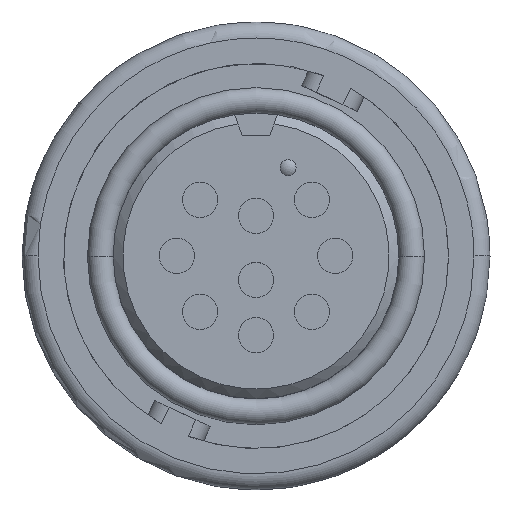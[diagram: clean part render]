
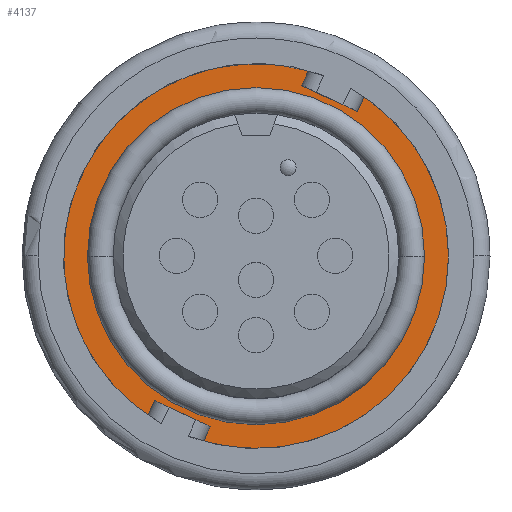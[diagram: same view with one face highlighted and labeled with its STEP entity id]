
A CAD part, top view. The second image highlights one B-rep face of the part: STEP entity #4137.
In plain terms, the highlighted planar face has unit normal (0, 0, 1).
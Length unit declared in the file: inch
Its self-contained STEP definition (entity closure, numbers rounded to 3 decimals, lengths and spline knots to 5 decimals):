
#177 = AXIS2_PLACEMENT_3D ( 'NONE', #1525, #10813, #2856 ) ;
#286 = VECTOR ( 'NONE', #10052, 39.37008 ) ;
#294 = CIRCLE ( 'NONE', #16700, 0.31433 ) ;
#385 = EDGE_CURVE ( 'NONE', #16910, #5709, #11212, .T. ) ;
#450 = VERTEX_POINT ( 'NONE', #7241 ) ;
#617 = EDGE_CURVE ( 'NONE', #16651, #3092, #13484, .T. ) ;
#867 = CARTESIAN_POINT ( 'NONE',  ( 0., 0., -0.30124 ) ) ;
#1075 = DIRECTION ( 'NONE',  ( 0.906, -0.423, 0. ) ) ;
#1379 = CARTESIAN_POINT ( 'NONE',  ( 0.08524, 0.31885, -0.30124 ) ) ;
#1525 = CARTESIAN_POINT ( 'NONE',  ( 0., 0., -0.30124 ) ) ;
#1621 = AXIS2_PLACEMENT_3D ( 'NONE', #4086, #13326, #5432 ) ;
#1662 = CARTESIAN_POINT ( 'NONE',  ( 0.09808, 0.34638, -0.30124 ) ) ;
#1813 = ORIENTED_EDGE ( 'NONE', *, *, #5636, .F. ) ;
#2187 = CARTESIAN_POINT ( 'NONE',  ( 0.18946, 0.27025, -0.30124 ) ) ;
#2268 = ORIENTED_EDGE ( 'NONE', *, *, #11548, .F. ) ;
#2443 = ORIENTED_EDGE ( 'NONE', *, *, #4475, .F. ) ;
#2609 = CARTESIAN_POINT ( 'NONE',  ( -0.09808, -0.34638, -0.30124 ) ) ;
#2856 = DIRECTION ( 'NONE',  ( 1., 0., 0. ) ) ;
#3000 = EDGE_CURVE ( 'NONE', #450, #6431, #11776, .T. ) ;
#3021 = CARTESIAN_POINT ( 'NONE',  ( 0., 0., -0.30124 ) ) ;
#3092 = VERTEX_POINT ( 'NONE', #11084 ) ;
#3137 = AXIS2_PLACEMENT_3D ( 'NONE', #3837, #13083, #5176 ) ;
#3218 = EDGE_LOOP ( 'NONE', ( #4715, #2443 ) ) ;
#3286 = CARTESIAN_POINT ( 'NONE',  ( -0.08524, -0.31885, -0.30124 ) ) ;
#3440 = LINE ( 'NONE', #13212, #17083 ) ;
#3551 = DIRECTION ( 'NONE',  ( -1., 0., 0. ) ) ;
#3678 = VERTEX_POINT ( 'NONE', #3286 ) ;
#3826 = CIRCLE ( 'NONE', #3137, 0.36 ) ;
#3837 = CARTESIAN_POINT ( 'NONE',  ( 0., 0., -0.30124 ) ) ;
#4086 = CARTESIAN_POINT ( 'NONE',  ( 0., 0., -0.30124 ) ) ;
#4137 = ADVANCED_FACE ( 'NONE', ( #15235, #8222 ), #10175, .F. ) ;
#4242 = EDGE_CURVE ( 'NONE', #10383, #16910, #7391, .T. ) ;
#4258 = CARTESIAN_POINT ( 'NONE',  ( 0.10637, 0.36417, -0.30124 ) ) ;
#4371 = DIRECTION ( 'NONE',  ( -1., 0., 0. ) ) ;
#4475 = EDGE_CURVE ( 'NONE', #6431, #450, #294, .T. ) ;
#4715 = ORIENTED_EDGE ( 'NONE', *, *, #3000, .F. ) ;
#4799 = DIRECTION ( 'NONE',  ( 0., 0., 1. ) ) ;
#5097 = VERTEX_POINT ( 'NONE', #6992 ) ;
#5176 = DIRECTION ( 'NONE',  ( 1., 0., 0. ) ) ;
#5278 = VECTOR ( 'NONE', #13068, 39.37008 ) ;
#5432 = DIRECTION ( 'NONE',  ( 1., 0., 0. ) ) ;
#5636 = EDGE_CURVE ( 'NONE', #3678, #5097, #11877, .T. ) ;
#5709 = VERTEX_POINT ( 'NONE', #13528 ) ;
#5715 = LINE ( 'NONE', #7550, #15416 ) ;
#6333 = VERTEX_POINT ( 'NONE', #1662 ) ;
#6431 = VERTEX_POINT ( 'NONE', #7148 ) ;
#6468 = VECTOR ( 'NONE', #1075, 39.37008 ) ;
#6992 = CARTESIAN_POINT ( 'NONE',  ( -0.18946, -0.27025, -0.30124 ) ) ;
#7148 = CARTESIAN_POINT ( 'NONE',  ( 0.31433, 0., -0.30124 ) ) ;
#7241 = CARTESIAN_POINT ( 'NONE',  ( -0.31433, 0., -0.30124 ) ) ;
#7391 = CIRCLE ( 'NONE', #1621, 0.36 ) ;
#7550 = CARTESIAN_POINT ( 'NONE',  ( -0.21059, -0.31556, -0.30124 ) ) ;
#7622 = CARTESIAN_POINT ( 'NONE',  ( 0.36, 0., -0.30124 ) ) ;
#8012 = ORIENTED_EDGE ( 'NONE', *, *, #9811, .T. ) ;
#8222 = FACE_OUTER_BOUND ( 'NONE', #16475, .T. ) ;
#8880 = DIRECTION ( 'NONE',  ( 0.423, 0.906, 0. ) ) ;
#9811 = EDGE_CURVE ( 'NONE', #16651, #6333, #15574, .T. ) ;
#9891 = ORIENTED_EDGE ( 'NONE', *, *, #15343, .T. ) ;
#10052 = DIRECTION ( 'NONE',  ( 0.423, 0.906, 0. ) ) ;
#10175 = PLANE ( 'NONE',  #15518 ) ;
#10383 = VERTEX_POINT ( 'NONE', #2609 ) ;
#10492 = CARTESIAN_POINT ( 'NONE',  ( -0.08524, -0.31885, -0.30124 ) ) ;
#10813 = DIRECTION ( 'NONE',  ( 0., 0., 1. ) ) ;
#10965 = CARTESIAN_POINT ( 'NONE',  ( -0.2023, -0.29778, -0.30124 ) ) ;
#11035 = ORIENTED_EDGE ( 'NONE', *, *, #15700, .T. ) ;
#11084 = CARTESIAN_POINT ( 'NONE',  ( 0.18946, 0.27025, -0.30124 ) ) ;
#11212 = CIRCLE ( 'NONE', #177, 0.36 ) ;
#11285 = LINE ( 'NONE', #2187, #286 ) ;
#11477 = DIRECTION ( 'NONE',  ( 0., 0., -1. ) ) ;
#11548 = EDGE_CURVE ( 'NONE', #10383, #3678, #3440, .T. ) ;
#11684 = CARTESIAN_POINT ( 'NONE',  ( 0.08524, 0.31885, -0.30124 ) ) ;
#11776 = CIRCLE ( 'NONE', #16815, 0.31433 ) ;
#11877 = LINE ( 'NONE', #10492, #5278 ) ;
#12115 = DIRECTION ( 'NONE',  ( 0.423, 0.906, 0. ) ) ;
#12174 = DIRECTION ( 'NONE',  ( 0.423, 0.906, 0. ) ) ;
#12288 = DIRECTION ( 'NONE',  ( 0., 0., 1. ) ) ;
#12461 = VECTOR ( 'NONE', #12174, 39.37008 ) ;
#12543 = ORIENTED_EDGE ( 'NONE', *, *, #617, .F. ) ;
#12701 = CARTESIAN_POINT ( 'NONE',  ( 0., 0., -0.30124 ) ) ;
#13068 = DIRECTION ( 'NONE',  ( -0.906, 0.423, 0. ) ) ;
#13083 = DIRECTION ( 'NONE',  ( 0., 0., 1. ) ) ;
#13212 = CARTESIAN_POINT ( 'NONE',  ( -0.09808, -0.34638, -0.30124 ) ) ;
#13326 = DIRECTION ( 'NONE',  ( 0., 0., 1. ) ) ;
#13484 = LINE ( 'NONE', #11684, #6468 ) ;
#13528 = CARTESIAN_POINT ( 'NONE',  ( 0.2023, 0.29778, -0.30124 ) ) ;
#14042 = DIRECTION ( 'NONE',  ( -1., 0., 0. ) ) ;
#14379 = ORIENTED_EDGE ( 'NONE', *, *, #4242, .T. ) ;
#14830 = VERTEX_POINT ( 'NONE', #10965 ) ;
#15179 = ORIENTED_EDGE ( 'NONE', *, *, #15302, .F. ) ;
#15235 = FACE_BOUND ( 'NONE', #3218, .T. ) ;
#15302 = EDGE_CURVE ( 'NONE', #3092, #5709, #11285, .T. ) ;
#15343 = EDGE_CURVE ( 'NONE', #6333, #14830, #3826, .T. ) ;
#15416 = VECTOR ( 'NONE', #8880, 39.37008 ) ;
#15518 = AXIS2_PLACEMENT_3D ( 'NONE', #867, #11477, #3551 ) ;
#15574 = LINE ( 'NONE', #4258, #12461 ) ;
#15700 = EDGE_CURVE ( 'NONE', #14830, #5097, #5715, .T. ) ;
#15726 = ORIENTED_EDGE ( 'NONE', *, *, #385, .T. ) ;
#16475 = EDGE_LOOP ( 'NONE', ( #11035, #1813, #2268, #14379, #15726, #15179, #12543, #8012, #9891 ) ) ;
#16651 = VERTEX_POINT ( 'NONE', #1379 ) ;
#16700 = AXIS2_PLACEMENT_3D ( 'NONE', #12701, #4799, #14042 ) ;
#16815 = AXIS2_PLACEMENT_3D ( 'NONE', #3021, #12288, #4371 ) ;
#16910 = VERTEX_POINT ( 'NONE', #7622 ) ;
#17083 = VECTOR ( 'NONE', #12115, 39.37008 ) ;
